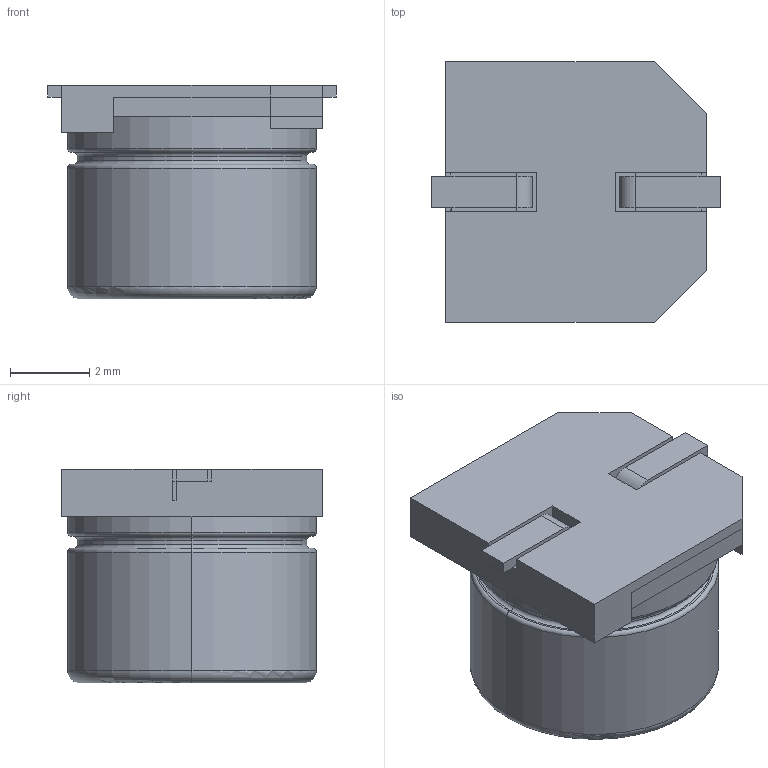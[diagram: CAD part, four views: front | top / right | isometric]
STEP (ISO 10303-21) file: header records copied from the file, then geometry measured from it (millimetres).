
FILE_DESCRIPTION(('FreeCAD Model'),'2;1');
FILE_NAME('C_ELEC_D_63_54.STEP', '2021-02-28T11:26:13',('Author'),(''), 'Open CASCADE STEP processor 7.3','FreeCAD','Unknown');
FILE_SCHEMA(('AUTOMOTIVE_DESIGN { 1 0 10303 214 1 1 1 1 }'));
Length unit declared in the file: millimetre
Products named in the file (1): User_Library-SMD_ALUM
Bounding box: 7.3 x 6.6 x 5.4 mm (x, y, z)
Volume: 178.5 mm3; surface area: 368.7 mm2
Topology: 2 solids, 2 shells, 92 faces, 732 edges, 2106 vertices
Faces by surface type: plane 66, cylinder 16, torus 10
Entity records: 11735 total; most frequent: CARTESIAN_POINT 3545, DIRECTION 1568, LINE 998, VECTOR 998, GEOMETRIC_CURVE_SET 489, ORIENTED_EDGE 488, PCURVE 488, DEFINITIONAL_REPRESENTATION 488
